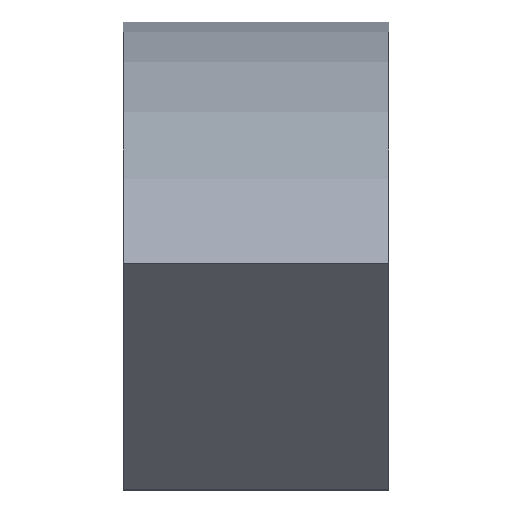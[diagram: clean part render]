
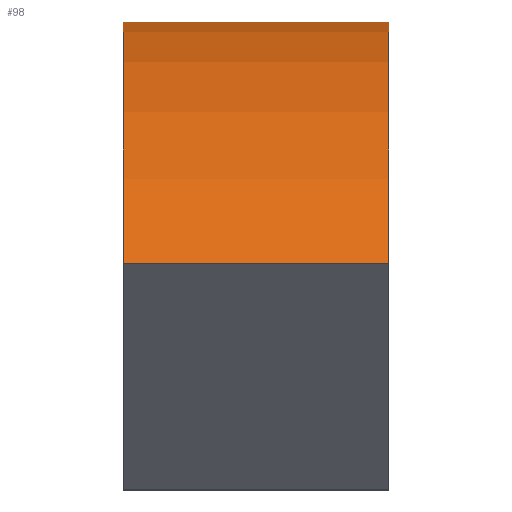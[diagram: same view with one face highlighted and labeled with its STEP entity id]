
A CAD part, left-side view. The second image highlights one B-rep face of the part: STEP entity #98.
In plain terms, the highlighted cylindrical face has radius 463.55 mm (diameter 927.1 mm), a partial arc.
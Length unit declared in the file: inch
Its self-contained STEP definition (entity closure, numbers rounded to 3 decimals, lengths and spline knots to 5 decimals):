
#15=CYLINDRICAL_SURFACE('',#120,18.25);
#18=FACE_OUTER_BOUND('',#24,.T.);
#24=EDGE_LOOP('',(#73,#74,#75,#76));
#30=CIRCLE('',#119,18.25);
#31=CIRCLE('',#121,18.25);
#35=LINE('',#169,#43);
#36=LINE('',#171,#44);
#43=VECTOR('',#139,0.3937);
#44=VECTOR('',#140,0.3937);
#49=VERTEX_POINT('',#159);
#52=VERTEX_POINT('',#164);
#53=VERTEX_POINT('',#168);
#54=VERTEX_POINT('',#170);
#60=EDGE_CURVE('',#49,#52,#30,.T.);
#61=EDGE_CURVE('',#53,#49,#35,.T.);
#62=EDGE_CURVE('',#52,#54,#36,.T.);
#63=EDGE_CURVE('',#53,#54,#31,.T.);
#73=ORIENTED_EDGE('',*,*,#61,.T.);
#74=ORIENTED_EDGE('',*,*,#60,.T.);
#75=ORIENTED_EDGE('',*,*,#62,.T.);
#76=ORIENTED_EDGE('',*,*,#63,.F.);
#98=ADVANCED_FACE('',(#18),#15,.T.);
#119=AXIS2_PLACEMENT_3D('',#166,#135,#136);
#120=AXIS2_PLACEMENT_3D('',#167,#137,#138);
#121=AXIS2_PLACEMENT_3D('',#172,#141,#142);
#135=DIRECTION('center_axis',(0.,1.,0.));
#136=DIRECTION('ref_axis',(-0.671,0.,0.741));
#137=DIRECTION('center_axis',(0.,1.,0.));
#138=DIRECTION('ref_axis',(-0.671,0.,0.741));
#139=DIRECTION('',(0.,-1.,0.));
#140=DIRECTION('',(0.,1.,0.));
#141=DIRECTION('center_axis',(0.,1.,0.));
#142=DIRECTION('ref_axis',(-0.671,0.,0.741));
#159=CARTESIAN_POINT('',(-12.06324,0.,23.7918));
#164=CARTESIAN_POINT('',(12.06324,0.,23.7918));
#166=CARTESIAN_POINT('Origin',(0.,0.,10.09725));
#167=CARTESIAN_POINT('Origin',(0.,0.,10.09725));
#168=CARTESIAN_POINT('',(-12.06324,5.,23.7918));
#169=CARTESIAN_POINT('',(-12.06324,0.,23.7918));
#170=CARTESIAN_POINT('',(12.06324,5.,23.7918));
#171=CARTESIAN_POINT('',(12.06324,0.,23.7918));
#172=CARTESIAN_POINT('Origin',(0.,5.,10.09725));
